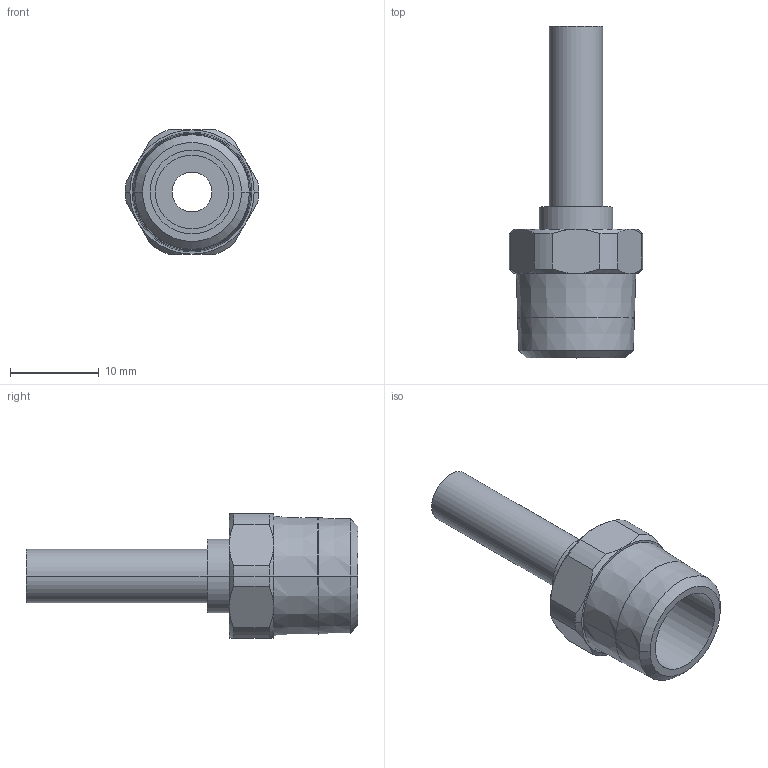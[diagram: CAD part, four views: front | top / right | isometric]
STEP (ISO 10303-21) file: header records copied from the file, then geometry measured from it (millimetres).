
FILE_DESCRIPTION(('STEP AP214'),'1');
FILE_NAME('3121_06_13.stp','2016-07-07T14:54:44',('TraceParts'),('TraceParts S.A.'),'Spatial InterOp 3D',' ',' ');
FILE_SCHEMA(('automotive_design'));
Length unit declared in the file: millimetre
Products named in the file (1): 1
Bounding box: 15 x 37.4 x 14 mm (x, y, z)
Volume: 1667.1 mm3; surface area: 2208.5 mm2
Topology: 1 solids, 1 shells, 55 faces, 122 edges, 76 vertices
Faces by surface type: cone 22, cylinder 18, plane 15
Entity records: 1575 total; most frequent: CARTESIAN_POINT 350, DIRECTION 274, ORIENTED_EDGE 244, EDGE_CURVE 122, AXIS2_PLACEMENT_3D 120, VERTEX_POINT 76, EDGE_LOOP 64, CIRCLE 64
